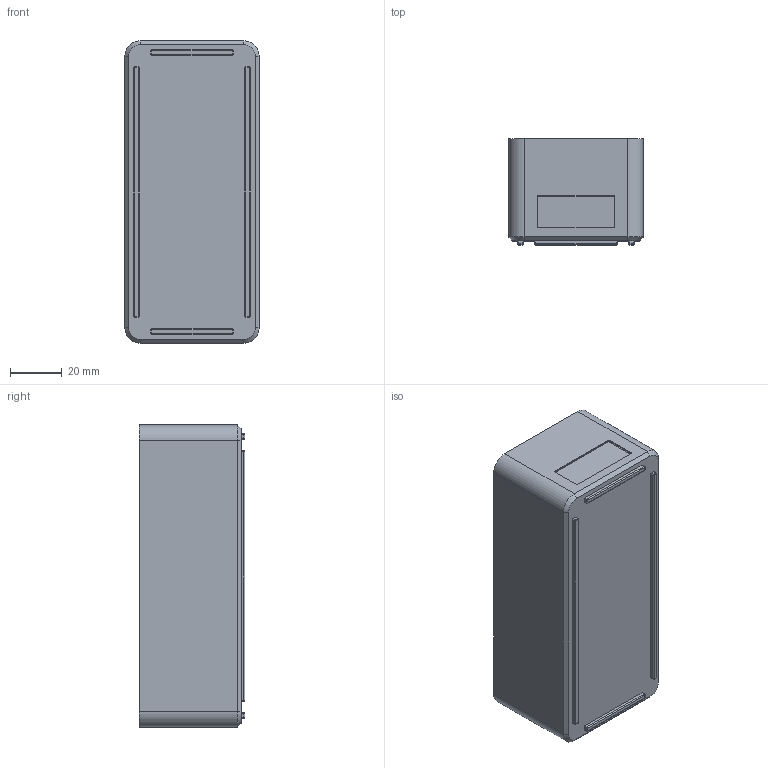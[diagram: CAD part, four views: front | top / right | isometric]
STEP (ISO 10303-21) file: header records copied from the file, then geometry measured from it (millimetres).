
FILE_DESCRIPTION (( 'STEP AP214' ), '1' );
FILE_NAME ('BaseCaixaFDM_V4_model2.STEP', '2024-02-27T16:07:07', ( '' ), ( '' ), 'SwSTEP 2.0', 'SolidWorks 2022', '' );
FILE_SCHEMA (( 'AUTOMOTIVE_DESIGN' ));
Length unit declared in the file: millimetre
Products named in the file (1): BaseCaixaFDM_V4_model2
Bounding box: 52 x 41 x 117 mm (x, y, z)
Volume: 47787.1 mm3; surface area: 38502 mm2
Topology: 1 solids, 1 shells, 251 faces, 623 edges, 358 vertices
Faces by surface type: cylinder 119, plane 80, sphere 28, cone 24
Entity records: 7237 total; most frequent: DIRECTION 1353, CARTESIAN_POINT 1229, ORIENTED_EDGE 1190, EDGE_CURVE 595, AXIS2_PLACEMENT_3D 514, VERTEX_POINT 358, VECTOR 325, LINE 325
